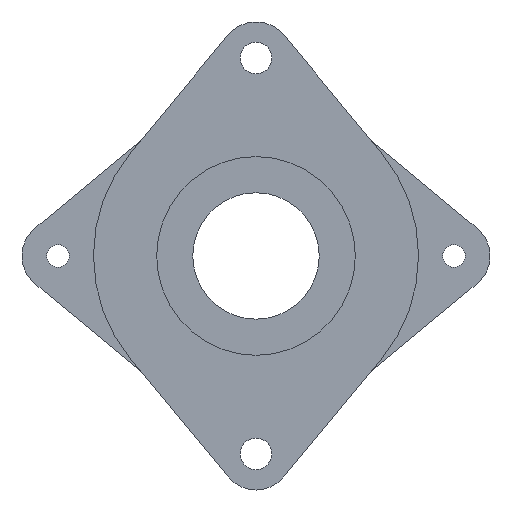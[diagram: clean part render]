
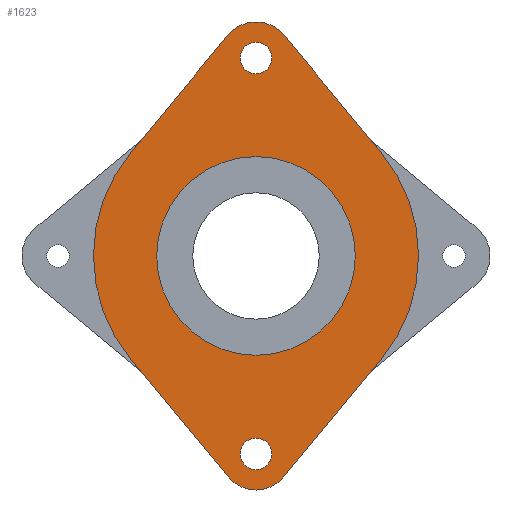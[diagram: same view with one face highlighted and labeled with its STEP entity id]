
A CAD part, front view. The second image highlights one B-rep face of the part: STEP entity #1623.
In plain terms, the highlighted planar face has unit normal (0, -1, 0).
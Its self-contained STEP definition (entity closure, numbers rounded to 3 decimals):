
#94 = EDGE_CURVE ( 'NONE', #543, #524, #558, .T. ) ;
#95 = EDGE_CURVE ( 'NONE', #664, #691, #556, .T. ) ;
#96 = EDGE_CURVE ( 'NONE', #663, #645, #554, .T. ) ;
#97 = EDGE_CURVE ( 'NONE', #645, #644, #553, .T. ) ;
#98 = EDGE_CURVE ( 'NONE', #644, #652, #517, .T. ) ;
#99 = EDGE_CURVE ( 'NONE', #652, #655, #516, .T. ) ;
#100 = EDGE_CURVE ( 'NONE', #655, #659, #514, .T. ) ;
#101 = EDGE_CURVE ( 'NONE', #659, #658, #513, .T. ) ;
#102 = EDGE_CURVE ( 'NONE', #658, #657, #511, .T. ) ;
#103 = EDGE_CURVE ( 'NONE', #657, #661, #510, .T. ) ;
#104 = EDGE_CURVE ( 'NONE', #529, #539, #508, .T. ) ;
#125 = EDGE_CURVE ( 'NONE', #661, #663, #419, .T. ) ;
#129 = EDGE_CURVE ( 'NONE', #691, #664, #383, .T. ) ;
#133 = EDGE_CURVE ( 'NONE', #539, #529, #378, .T. ) ;
#138 = EDGE_CURVE ( 'NONE', #524, #543, #453, .T. ) ;
#186 = AXIS2_PLACEMENT_3D ( 'NONE', #1885, #1886, #1887 ) ;
#187 = AXIS2_PLACEMENT_3D ( 'NONE', #1890, #1891, #1892 ) ;
#188 = AXIS2_PLACEMENT_3D ( 'NONE', #1896, #1897, #1898 ) ;
#189 = AXIS2_PLACEMENT_3D ( 'NONE', #1902, #1903, #1904 ) ;
#190 = AXIS2_PLACEMENT_3D ( 'NONE', #1906, #1907, #1908 ) ;
#191 = AXIS2_PLACEMENT_3D ( 'NONE', #1909, #1910, #1911 ) ;
#192 = AXIS2_PLACEMENT_3D ( 'NONE', #2101, #2102, #2103 ) ;
#206 = AXIS2_PLACEMENT_3D ( 'NONE', #1864, #1865, #1866 ) ;
#208 = AXIS2_PLACEMENT_3D ( 'NONE', #1874, #1875, #1876 ) ;
#210 = AXIS2_PLACEMENT_3D ( 'NONE', #1884, #1905, #2154 ) ;
#213 = AXIS2_PLACEMENT_3D ( 'NONE', #1923, #1924, #1925 ) ;
#378 = CIRCLE ( 'NONE', #210, 1.75 ) ;
#383 = CIRCLE ( 'NONE', #208, 11. ) ;
#419 = CIRCLE ( 'NONE', #206, 4. ) ;
#453 = CIRCLE ( 'NONE', #213, 1.75 ) ;
#498 = EDGE_LOOP ( 'NONE', ( #1246, #1247, #1248, #1249, #1250, #1251, #1252, #1253, #1254 ) ) ;
#507 = EDGE_LOOP ( 'NONE', ( #1257, #1258 ) ) ;
#508 = CIRCLE ( 'NONE', #192, 1.75 ) ;
#509 = VECTOR ( 'NONE', #1901, 1000. ) ;
#510 = CIRCLE ( 'NONE', #191, 4. ) ;
#511 = LINE ( 'NONE', #1900, #509 ) ;
#512 = VECTOR ( 'NONE', #1888, 1000. ) ;
#513 = CIRCLE ( 'NONE', #190, 18. ) ;
#514 = LINE ( 'NONE', #1895, #512 ) ;
#515 = VECTOR ( 'NONE', #1899, 1000. ) ;
#516 = CIRCLE ( 'NONE', #189, 4. ) ;
#517 = LINE ( 'NONE', #1893, #515 ) ;
#518 = VECTOR ( 'NONE', #1894, 1000. ) ;
#524 = VERTEX_POINT ( 'NONE', #1528 ) ;
#529 = VERTEX_POINT ( 'NONE', #1526 ) ;
#539 = VERTEX_POINT ( 'NONE', #1541 ) ;
#543 = VERTEX_POINT ( 'NONE', #1545 ) ;
#553 = CIRCLE ( 'NONE', #188, 18. ) ;
#554 = LINE ( 'NONE', #1889, #518 ) ;
#556 = CIRCLE ( 'NONE', #187, 11. ) ;
#558 = CIRCLE ( 'NONE', #186, 1.75 ) ;
#619 = EDGE_LOOP ( 'NONE', ( #1244, #1245 ) ) ;
#620 = EDGE_LOOP ( 'NONE', ( #1255, #1256 ) ) ;
#644 = VERTEX_POINT ( 'NONE', #1555 ) ;
#645 = VERTEX_POINT ( 'NONE', #1556 ) ;
#652 = VERTEX_POINT ( 'NONE', #1561 ) ;
#655 = VERTEX_POINT ( 'NONE', #1564 ) ;
#657 = VERTEX_POINT ( 'NONE', #1566 ) ;
#658 = VERTEX_POINT ( 'NONE', #1567 ) ;
#659 = VERTEX_POINT ( 'NONE', #1568 ) ;
#661 = VERTEX_POINT ( 'NONE', #1570 ) ;
#663 = VERTEX_POINT ( 'NONE', #1572 ) ;
#664 = VERTEX_POINT ( 'NONE', #1573 ) ;
#691 = VERTEX_POINT ( 'NONE', #1597 ) ;
#704 = AXIS2_PLACEMENT_3D ( 'NONE', #1811, #1812, #1813 ) ;
#1244 = ORIENTED_EDGE ( 'NONE', *, *, #133, .T. ) ;
#1245 = ORIENTED_EDGE ( 'NONE', *, *, #104, .T. ) ;
#1246 = ORIENTED_EDGE ( 'NONE', *, *, #103, .F. ) ;
#1247 = ORIENTED_EDGE ( 'NONE', *, *, #102, .F. ) ;
#1248 = ORIENTED_EDGE ( 'NONE', *, *, #101, .F. ) ;
#1249 = ORIENTED_EDGE ( 'NONE', *, *, #100, .F. ) ;
#1250 = ORIENTED_EDGE ( 'NONE', *, *, #99, .F. ) ;
#1251 = ORIENTED_EDGE ( 'NONE', *, *, #98, .F. ) ;
#1252 = ORIENTED_EDGE ( 'NONE', *, *, #97, .F. ) ;
#1253 = ORIENTED_EDGE ( 'NONE', *, *, #96, .F. ) ;
#1254 = ORIENTED_EDGE ( 'NONE', *, *, #125, .F. ) ;
#1255 = ORIENTED_EDGE ( 'NONE', *, *, #129, .T. ) ;
#1256 = ORIENTED_EDGE ( 'NONE', *, *, #95, .T. ) ;
#1257 = ORIENTED_EDGE ( 'NONE', *, *, #138, .T. ) ;
#1258 = ORIENTED_EDGE ( 'NONE', *, *, #94, .T. ) ;
#1526 = CARTESIAN_POINT ( 'NONE',  ( 0., 0., -20.17 ) ) ;
#1528 = CARTESIAN_POINT ( 'NONE',  ( 0., 0., 20.17 ) ) ;
#1541 = CARTESIAN_POINT ( 'NONE',  ( 0., 0., -23.67 ) ) ;
#1545 = CARTESIAN_POINT ( 'NONE',  ( 0., 0., 23.67 ) ) ;
#1555 = CARTESIAN_POINT ( 'NONE',  ( -13.85, 0., 11.496 ) ) ;
#1556 = CARTESIAN_POINT ( 'NONE',  ( -13.85, 0., -11.496 ) ) ;
#1561 = CARTESIAN_POINT ( 'NONE',  ( -3.078, 0., 24.475 ) ) ;
#1564 = CARTESIAN_POINT ( 'NONE',  ( 3.078, 0., 24.475 ) ) ;
#1566 = CARTESIAN_POINT ( 'NONE',  ( 3.078, 0., -24.475 ) ) ;
#1567 = CARTESIAN_POINT ( 'NONE',  ( 13.85, 0., -11.496 ) ) ;
#1568 = CARTESIAN_POINT ( 'NONE',  ( 13.85, 0., 11.496 ) ) ;
#1570 = CARTESIAN_POINT ( 'NONE',  ( 0., 0., -25.92 ) ) ;
#1572 = CARTESIAN_POINT ( 'NONE',  ( -3.078, 0., -24.475 ) ) ;
#1573 = CARTESIAN_POINT ( 'NONE',  ( 0., 0., 11. ) ) ;
#1597 = CARTESIAN_POINT ( 'NONE',  ( 0., 0., -11. ) ) ;
#1623 = ADVANCED_FACE ( 'NONE', ( #2019, #2023, #2020, #2022 ), #1804, .F. ) ;
#1804 = PLANE ( 'NONE',  #704 ) ;
#1811 = CARTESIAN_POINT ( 'NONE',  ( 0., 0., -21.92 ) ) ;
#1812 = DIRECTION ( 'NONE',  ( 0., 1., 0. ) ) ;
#1813 = DIRECTION ( 'NONE',  ( 0., 0., 1. ) ) ;
#1864 = CARTESIAN_POINT ( 'NONE',  ( 0., 0., -21.92 ) ) ;
#1865 = DIRECTION ( 'NONE',  ( 0., 1., 0. ) ) ;
#1866 = DIRECTION ( 'NONE',  ( 0., 0., 1. ) ) ;
#1874 = CARTESIAN_POINT ( 'NONE',  ( 0., 0., 0. ) ) ;
#1875 = DIRECTION ( 'NONE',  ( 0., 1., 0. ) ) ;
#1876 = DIRECTION ( 'NONE',  ( 0., 0., 1. ) ) ;
#1884 = CARTESIAN_POINT ( 'NONE',  ( 0., 0., -21.92 ) ) ;
#1885 = CARTESIAN_POINT ( 'NONE',  ( 0., 0., 21.92 ) ) ;
#1886 = DIRECTION ( 'NONE',  ( 0., 1., 0. ) ) ;
#1887 = DIRECTION ( 'NONE',  ( 0., 0., -1. ) ) ;
#1888 = DIRECTION ( 'NONE',  ( 0.639, 0., -0.769 ) ) ;
#1889 = CARTESIAN_POINT ( 'NONE',  ( -3.078, 0., -24.475 ) ) ;
#1890 = CARTESIAN_POINT ( 'NONE',  ( 0., 0., 0. ) ) ;
#1891 = DIRECTION ( 'NONE',  ( 0., 1., 0. ) ) ;
#1892 = DIRECTION ( 'NONE',  ( 0., 0., 1. ) ) ;
#1893 = CARTESIAN_POINT ( 'NONE',  ( -3.078, 0., 24.475 ) ) ;
#1894 = DIRECTION ( 'NONE',  ( -0.639, 0., 0.769 ) ) ;
#1895 = CARTESIAN_POINT ( 'NONE',  ( 3.078, 0., 24.475 ) ) ;
#1896 = CARTESIAN_POINT ( 'NONE',  ( 0., 0., 0. ) ) ;
#1897 = DIRECTION ( 'NONE',  ( 0., 1., 0. ) ) ;
#1898 = DIRECTION ( 'NONE',  ( 0., 0., 1. ) ) ;
#1899 = DIRECTION ( 'NONE',  ( 0.639, 0., 0.769 ) ) ;
#1900 = CARTESIAN_POINT ( 'NONE',  ( 3.078, 0., -24.475 ) ) ;
#1901 = DIRECTION ( 'NONE',  ( -0.639, 0., -0.769 ) ) ;
#1902 = CARTESIAN_POINT ( 'NONE',  ( 0., 0., 21.92 ) ) ;
#1903 = DIRECTION ( 'NONE',  ( 0., 1., 0. ) ) ;
#1904 = DIRECTION ( 'NONE',  ( 0., 0., -1. ) ) ;
#1905 = DIRECTION ( 'NONE',  ( 0., 1., 0. ) ) ;
#1906 = CARTESIAN_POINT ( 'NONE',  ( 0., 0., 0. ) ) ;
#1907 = DIRECTION ( 'NONE',  ( 0., 1., 0. ) ) ;
#1908 = DIRECTION ( 'NONE',  ( 0., 0., 1. ) ) ;
#1909 = CARTESIAN_POINT ( 'NONE',  ( 0., 0., -21.92 ) ) ;
#1910 = DIRECTION ( 'NONE',  ( 0., 1., 0. ) ) ;
#1911 = DIRECTION ( 'NONE',  ( 0., 0., 1. ) ) ;
#1923 = CARTESIAN_POINT ( 'NONE',  ( 0., 0., 21.92 ) ) ;
#1924 = DIRECTION ( 'NONE',  ( 0., 1., 0. ) ) ;
#1925 = DIRECTION ( 'NONE',  ( 0., 0., -1. ) ) ;
#2019 = FACE_BOUND ( 'NONE', #619, .T. ) ;
#2020 = FACE_BOUND ( 'NONE', #620, .T. ) ;
#2022 = FACE_BOUND ( 'NONE', #507, .T. ) ;
#2023 = FACE_OUTER_BOUND ( 'NONE', #498, .T. ) ;
#2101 = CARTESIAN_POINT ( 'NONE',  ( 0., 0., -21.92 ) ) ;
#2102 = DIRECTION ( 'NONE',  ( 0., 1., 0. ) ) ;
#2103 = DIRECTION ( 'NONE',  ( 0., 0., 1. ) ) ;
#2154 = DIRECTION ( 'NONE',  ( 0., 0., 1. ) ) ;
